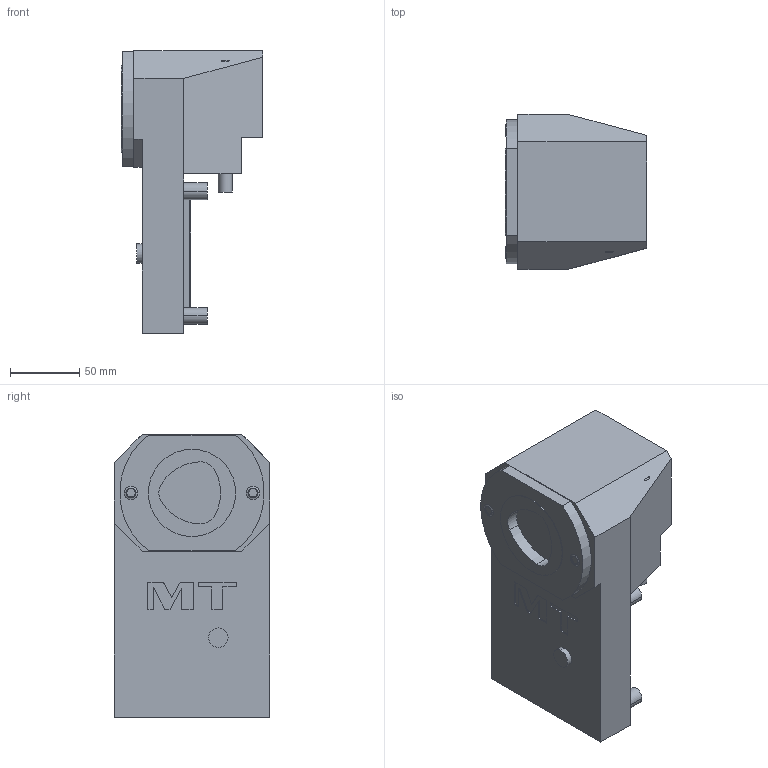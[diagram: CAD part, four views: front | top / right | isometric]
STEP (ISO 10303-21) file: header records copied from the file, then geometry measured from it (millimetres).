
FILE_DESCRIPTION((''),'2;1');
FILE_NAME('DWO3716010_CONF','2023-04-19T08:04:34',('gvalli'),('M.T. srl'),'CREO PARAMETRIC BY PTC INC, 2021072','CREO PARAMETRIC BY PTC INC, 2021072','');
FILE_SCHEMA(('CONFIG_CONTROL_DESIGN'));
Length unit declared in the file: millimetre
Products named in the file (1): DWO3716010_CONF
Bounding box: 102 x 112 x 204 mm (x, y, z)
Volume: 1243994.6 mm3; surface area: 92544 mm2
Topology: 1 solids, 1 shells, 108 faces, 279 edges, 184 vertices
Faces by surface type: plane 72, cylinder 25, sphere 4, cone 4, extrusion 2, torus 1
Entity records: 3401 total; most frequent: CARTESIAN_POINT 655, ORIENTED_EDGE 558, DIRECTION 556, EDGE_CURVE 279, VECTOR 204, LINE 202, VERTEX_POINT 184, AXIS2_PLACEMENT_3D 176
